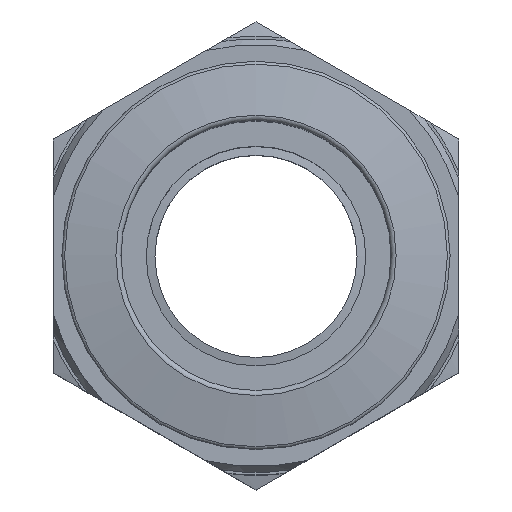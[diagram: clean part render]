
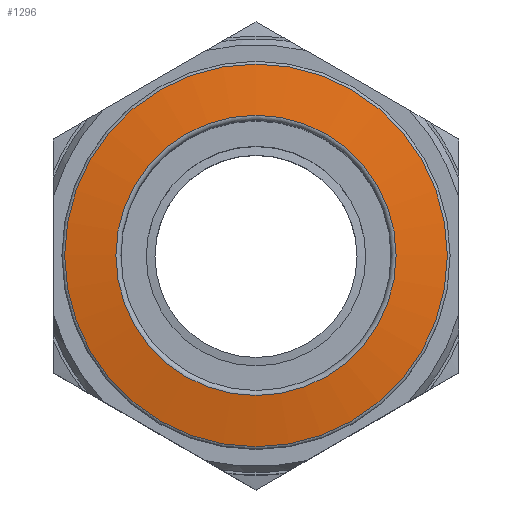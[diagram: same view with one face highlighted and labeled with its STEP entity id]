
A CAD part, top view. The second image highlights one B-rep face of the part: STEP entity #1296.
In plain terms, the highlighted conical face has half-angle 80 degrees and reference radius 8.3 mm.
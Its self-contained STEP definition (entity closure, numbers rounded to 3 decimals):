
#72=CONICAL_SURFACE('',#1368,8.3,1.396);
#105=CIRCLE('',#1369,11.335);
#106=CIRCLE('',#1370,8.3);
#164=ORIENTED_EDGE('',*,*,#414,.F.);
#165=ORIENTED_EDGE('',*,*,#415,.T.);
#414=EDGE_CURVE('',#539,#539,#105,.T.);
#415=EDGE_CURVE('',#540,#540,#106,.T.);
#539=VERTEX_POINT('',#1767);
#540=VERTEX_POINT('',#1769);
#689=EDGE_LOOP('',(#164));
#690=EDGE_LOOP('',(#165));
#773=FACE_BOUND('',#689,.T.);
#774=FACE_BOUND('',#690,.T.);
#1296=ADVANCED_FACE('',(#773,#774),#72,.T.);
#1368=AXIS2_PLACEMENT_3D('',#1765,#1497,#1498);
#1369=AXIS2_PLACEMENT_3D('',#1766,#1499,#1500);
#1370=AXIS2_PLACEMENT_3D('',#1768,#1501,#1502);
#1497=DIRECTION('',(0.,0.,-1.));
#1498=DIRECTION('',(-1.,0.,0.));
#1499=DIRECTION('',(0.,0.,-1.));
#1500=DIRECTION('',(-1.,0.,0.));
#1501=DIRECTION('',(0.,0.,-1.));
#1502=DIRECTION('',(-1.,0.,0.));
#1765=CARTESIAN_POINT('',(0.,0.,26.3));
#1766=CARTESIAN_POINT('',(0.,0.,25.765));
#1767=CARTESIAN_POINT('',(-11.335,0.,25.765));
#1768=CARTESIAN_POINT('',(0.,0.,26.3));
#1769=CARTESIAN_POINT('',(-8.3,0.,26.3));
